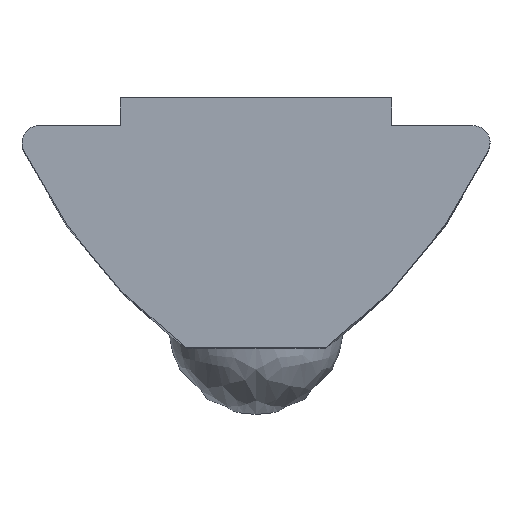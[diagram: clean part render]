
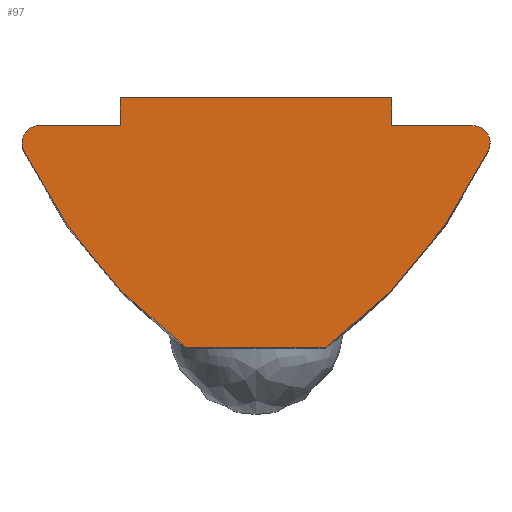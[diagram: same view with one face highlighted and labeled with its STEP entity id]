
A CAD part, top view. The second image highlights one B-rep face of the part: STEP entity #97.
In plain terms, the highlighted planar face has unit normal (0, 0, 1).
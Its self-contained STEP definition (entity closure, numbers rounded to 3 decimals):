
#4 = ORIENTED_EDGE ( 'NONE', *, *, #472, .F. ) ;
#6 = CARTESIAN_POINT ( 'NONE',  ( -3.9, -0.4, 22. ) ) ;
#11 = ORIENTED_EDGE ( 'NONE', *, *, #415, .F. ) ;
#17 = DIRECTION ( 'NONE',  ( -1., 0., 0. ) ) ;
#18 = EDGE_CURVE ( 'NONE', #893, #151, #809, .T. ) ;
#19 = CARTESIAN_POINT ( 'NONE',  ( 6.686, -1.513, 22. ) ) ;
#22 = DIRECTION ( 'NONE',  ( 1., 0., 0. ) ) ;
#36 = CARTESIAN_POINT ( 'NONE',  ( 6.233, -0.8, 22. ) ) ;
#41 = DIRECTION ( 'NONE',  ( 0., -1., 0. ) ) ;
#58 = AXIS2_PLACEMENT_3D ( 'NONE', #747, #298, #17 ) ;
#60 = VECTOR ( 'NONE', #393, 1000. ) ;
#80 = VECTOR ( 'NONE', #41, 1000. ) ;
#97 = ADVANCED_FACE ( 'NONE', ( #743 ), #594, .T. ) ;
#110 = LINE ( 'NONE', #850, #80 ) ;
#111 = VECTOR ( 'NONE', #886, 1000. ) ;
#141 = LINE ( 'NONE', #383, #495 ) ;
#151 = VERTEX_POINT ( 'NONE', #373 ) ;
#160 = EDGE_CURVE ( 'NONE', #335, #881, #266, .T. ) ;
#162 = EDGE_LOOP ( 'NONE', ( #734, #592, #198, #499, #798, #724, #524, #4, #11, #305, #869 ) ) ;
#179 = DIRECTION ( 'NONE',  ( -1., 0., 0. ) ) ;
#184 = EDGE_CURVE ( 'NONE', #893, #548, #676, .T. ) ;
#196 = CARTESIAN_POINT ( 'NONE',  ( -6.233, -1.3, 22. ) ) ;
#198 = ORIENTED_EDGE ( 'NONE', *, *, #221, .F. ) ;
#214 = CARTESIAN_POINT ( 'NONE',  ( 3.9, 0., 22. ) ) ;
#221 = EDGE_CURVE ( 'NONE', #580, #486, #110, .T. ) ;
#227 = EDGE_CURVE ( 'NONE', #580, #151, #652, .T. ) ;
#252 = CARTESIAN_POINT ( 'NONE',  ( 2., -7.2, 22. ) ) ;
#259 = AXIS2_PLACEMENT_3D ( 'NONE', #450, #523, #598 ) ;
#266 = LINE ( 'NONE', #919, #410 ) ;
#293 = AXIS2_PLACEMENT_3D ( 'NONE', #196, #714, #932 ) ;
#298 = DIRECTION ( 'NONE',  ( 0., 0., -1. ) ) ;
#305 = ORIENTED_EDGE ( 'NONE', *, *, #160, .T. ) ;
#313 = DIRECTION ( 'NONE',  ( -1., 0., 0. ) ) ;
#332 = VERTEX_POINT ( 'NONE', #336 ) ;
#335 = VERTEX_POINT ( 'NONE', #436 ) ;
#336 = CARTESIAN_POINT ( 'NONE',  ( -6.686, -1.513, 22. ) ) ;
#357 = VECTOR ( 'NONE', #462, 1000. ) ;
#364 = CARTESIAN_POINT ( 'NONE',  ( -6.233, -1.3, 22. ) ) ;
#373 = CARTESIAN_POINT ( 'NONE',  ( -3.9, 0., 22. ) ) ;
#383 = CARTESIAN_POINT ( 'NONE',  ( 0., -0.8, 22. ) ) ;
#388 = CARTESIAN_POINT ( 'NONE',  ( -3.9, -0.8, 22. ) ) ;
#393 = DIRECTION ( 'NONE',  ( -1., 0., 0. ) ) ;
#397 = CARTESIAN_POINT ( 'NONE',  ( 0., -0.8, 22. ) ) ;
#405 = EDGE_CURVE ( 'NONE', #860, #857, #707, .T. ) ;
#410 = VECTOR ( 'NONE', #922, 1000. ) ;
#415 = EDGE_CURVE ( 'NONE', #335, #332, #420, .T. ) ;
#419 = AXIS2_PLACEMENT_3D ( 'NONE', #742, #525, #22 ) ;
#420 = CIRCLE ( 'NONE', #259, 15. ) ;
#428 = DIRECTION ( 'NONE',  ( -1., 0., 0. ) ) ;
#436 = CARTESIAN_POINT ( 'NONE',  ( -2., -7.2, 22. ) ) ;
#450 = CARTESIAN_POINT ( 'NONE',  ( 6.879, 4.89, 22. ) ) ;
#462 = DIRECTION ( 'NONE',  ( -1., 0., 0. ) ) ;
#472 = EDGE_CURVE ( 'NONE', #332, #590, #476, .T. ) ;
#476 = CIRCLE ( 'NONE', #293, 0.5 ) ;
#484 = CARTESIAN_POINT ( 'NONE',  ( -6.233, -0.8, 22. ) ) ;
#486 = VERTEX_POINT ( 'NONE', #856 ) ;
#495 = VECTOR ( 'NONE', #313, 1000. ) ;
#499 = ORIENTED_EDGE ( 'NONE', *, *, #227, .T. ) ;
#523 = DIRECTION ( 'NONE',  ( 0., 0., -1. ) ) ;
#524 = ORIENTED_EDGE ( 'NONE', *, *, #758, .F. ) ;
#525 = DIRECTION ( 'NONE',  ( 0., 0., 1. ) ) ;
#548 = VERTEX_POINT ( 'NONE', #484 ) ;
#573 = CARTESIAN_POINT ( 'NONE',  ( -6.733, -1.3, 22. ) ) ;
#580 = VERTEX_POINT ( 'NONE', #214 ) ;
#590 = VERTEX_POINT ( 'NONE', #573 ) ;
#592 = ORIENTED_EDGE ( 'NONE', *, *, #891, .T. ) ;
#594 = PLANE ( 'NONE',  #419 ) ;
#598 = DIRECTION ( 'NONE',  ( -1., 0., 0. ) ) ;
#616 = CARTESIAN_POINT ( 'NONE',  ( 0., 0., 22. ) ) ;
#617 = EDGE_CURVE ( 'NONE', #881, #857, #629, .T. ) ;
#629 = CIRCLE ( 'NONE', #947, 15. ) ;
#652 = LINE ( 'NONE', #616, #60 ) ;
#674 = AXIS2_PLACEMENT_3D ( 'NONE', #364, #892, #179 ) ;
#676 = LINE ( 'NONE', #397, #357 ) ;
#707 = CIRCLE ( 'NONE', #58, 0.5 ) ;
#714 = DIRECTION ( 'NONE',  ( 0., 0., -1. ) ) ;
#724 = ORIENTED_EDGE ( 'NONE', *, *, #184, .T. ) ;
#727 = CARTESIAN_POINT ( 'NONE',  ( -6.879, 4.89, 22. ) ) ;
#734 = ORIENTED_EDGE ( 'NONE', *, *, #405, .F. ) ;
#742 = CARTESIAN_POINT ( 'NONE',  ( 0., 0., 22. ) ) ;
#743 = FACE_OUTER_BOUND ( 'NONE', #162, .T. ) ;
#747 = CARTESIAN_POINT ( 'NONE',  ( 6.233, -1.3, 22. ) ) ;
#758 = EDGE_CURVE ( 'NONE', #590, #548, #785, .T. ) ;
#785 = CIRCLE ( 'NONE', #674, 0.5 ) ;
#798 = ORIENTED_EDGE ( 'NONE', *, *, #18, .F. ) ;
#809 = LINE ( 'NONE', #6, #111 ) ;
#850 = CARTESIAN_POINT ( 'NONE',  ( 3.9, -0.4, 22. ) ) ;
#856 = CARTESIAN_POINT ( 'NONE',  ( 3.9, -0.8, 22. ) ) ;
#857 = VERTEX_POINT ( 'NONE', #19 ) ;
#860 = VERTEX_POINT ( 'NONE', #36 ) ;
#869 = ORIENTED_EDGE ( 'NONE', *, *, #617, .T. ) ;
#881 = VERTEX_POINT ( 'NONE', #252 ) ;
#883 = DIRECTION ( 'NONE',  ( 0., 0., 1. ) ) ;
#886 = DIRECTION ( 'NONE',  ( 0., 1., 0. ) ) ;
#891 = EDGE_CURVE ( 'NONE', #860, #486, #141, .T. ) ;
#892 = DIRECTION ( 'NONE',  ( 0., 0., -1. ) ) ;
#893 = VERTEX_POINT ( 'NONE', #388 ) ;
#919 = CARTESIAN_POINT ( 'NONE',  ( 0., -7.2, 22. ) ) ;
#922 = DIRECTION ( 'NONE',  ( 1., 0., 0. ) ) ;
#932 = DIRECTION ( 'NONE',  ( -1., 0., 0. ) ) ;
#947 = AXIS2_PLACEMENT_3D ( 'NONE', #727, #883, #428 ) ;
